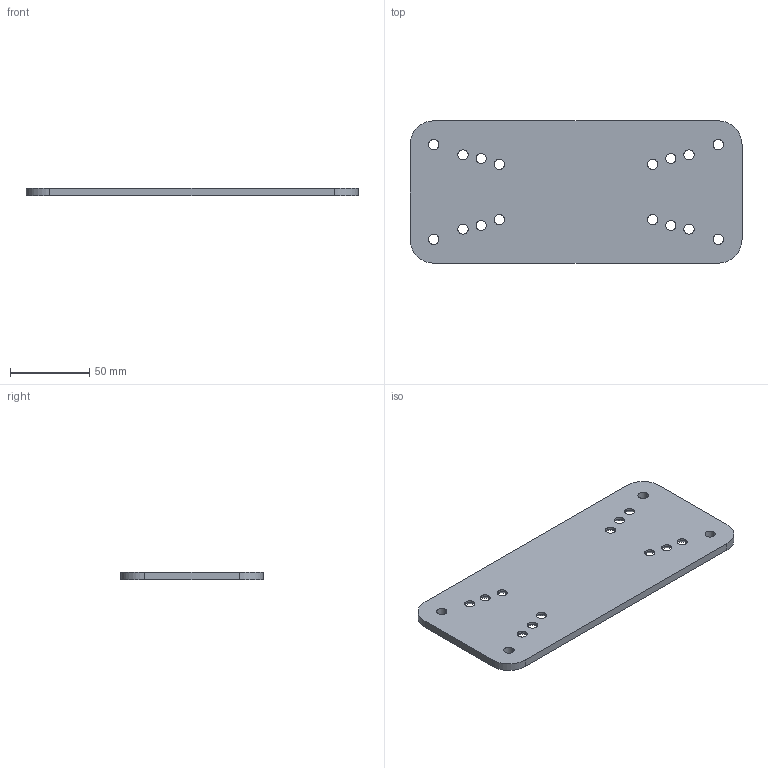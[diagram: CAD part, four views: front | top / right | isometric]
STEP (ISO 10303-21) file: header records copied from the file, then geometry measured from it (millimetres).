
FILE_DESCRIPTION (( 'STEP AP203' ), '1' );
FILE_NAME ('Montageplatte T175 3in1.STEP', '2010-04-07T13:47:46', ( 'PC' ), ( 'PC' ), 'SwSTEP 2.0', 'SolidWorks 2007', '' );
FILE_SCHEMA (( 'CONFIG_CONTROL_DESIGN' ));
Length unit declared in the file: millimetre
Products named in the file (1): Montageplatte T175 3in1
Bounding box: 210 x 90 x 5 mm (x, y, z)
Volume: 88729.2 mm3; surface area: 40515 mm2
Topology: 1 solids, 1 shells, 66 faces, 192 edges, 120 vertices
Faces by surface type: cylinder 36, cone 24, plane 6
Entity records: 2397 total; most frequent: CARTESIAN_POINT 483, DIRECTION 398, ORIENTED_EDGE 384, EDGE_CURVE 192, AXIS2_PLACEMENT_3D 163, VERTEX_POINT 120, CIRCLE 96, EDGE_LOOP 90
